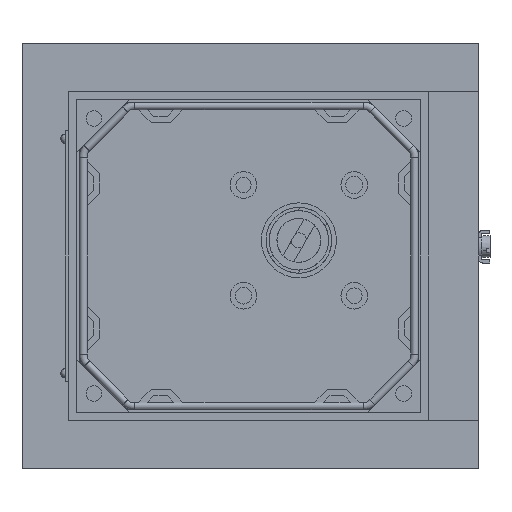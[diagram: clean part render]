
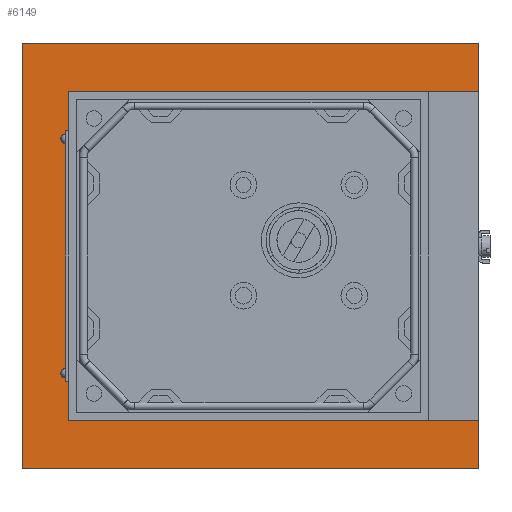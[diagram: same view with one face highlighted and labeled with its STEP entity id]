
A CAD part, front view. The second image highlights one B-rep face of the part: STEP entity #6149.
In plain terms, the highlighted planar face has unit normal (0, -1, 0).
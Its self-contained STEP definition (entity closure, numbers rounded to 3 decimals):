
#2 = VECTOR ( 'NONE', #14689, 1000. ) ;
#271 = VECTOR ( 'NONE', #12097, 1000. ) ;
#620 = VECTOR ( 'NONE', #11968, 1000. ) ;
#1463 = CARTESIAN_POINT ( 'NONE',  ( -73.5, 46., -57.5 ) ) ;
#1757 = EDGE_CURVE ( 'NONE', #7293, #12012, #16831, .T. ) ;
#1903 = LINE ( 'NONE', #12989, #9250 ) ;
#1920 = VECTOR ( 'NONE', #13701, 1000. ) ;
#1964 = DIRECTION ( 'NONE',  ( 1., 0., 0. ) ) ;
#2358 = LINE ( 'NONE', #17863, #1920 ) ;
#2824 = EDGE_CURVE ( 'NONE', #12095, #10687, #1903, .T. ) ;
#2921 = ORIENTED_EDGE ( 'NONE', *, *, #8146, .T. ) ;
#2958 = EDGE_CURVE ( 'NONE', #15019, #10687, #11614, .T. ) ;
#3051 = PLANE ( 'NONE',  #10421 ) ;
#3678 = CARTESIAN_POINT ( 'NONE',  ( -73.5, 46., -57.5 ) ) ;
#3712 = LINE ( 'NONE', #3678, #2 ) ;
#4449 = VECTOR ( 'NONE', #17865, 1000. ) ;
#4774 = CARTESIAN_POINT ( 'NONE',  ( 57.5, 46., -57.5 ) ) ;
#4860 = ORIENTED_EDGE ( 'NONE', *, *, #17639, .F. ) ;
#5796 = DIRECTION ( 'NONE',  ( 0., 0., -1. ) ) ;
#5815 = VECTOR ( 'NONE', #11353, 1000. ) ;
#5841 = CARTESIAN_POINT ( 'NONE',  ( -88.5, 46., -73. ) ) ;
#5937 = ORIENTED_EDGE ( 'NONE', *, *, #2824, .T. ) ;
#6149 = ADVANCED_FACE ( 'NONE', ( #16201 ), #3051, .T. ) ;
#6195 = CARTESIAN_POINT ( 'NONE',  ( -73.5, 46., 47.5 ) ) ;
#6827 = CARTESIAN_POINT ( 'NONE',  ( 57.5, 46., -73. ) ) ;
#6929 = EDGE_CURVE ( 'NONE', #10891, #7106, #2358, .T. ) ;
#7013 = EDGE_LOOP ( 'NONE', ( #2921, #5937, #14305, #15172, #13654, #4860, #15011, #15488 ) ) ;
#7106 = VERTEX_POINT ( 'NONE', #11350 ) ;
#7293 = VERTEX_POINT ( 'NONE', #9354 ) ;
#7375 = CARTESIAN_POINT ( 'NONE',  ( 57.5, 46., 63. ) ) ;
#7409 = LINE ( 'NONE', #14889, #14312 ) ;
#8084 = LINE ( 'NONE', #6827, #4449 ) ;
#8146 = EDGE_CURVE ( 'NONE', #8900, #12095, #7409, .T. ) ;
#8900 = VERTEX_POINT ( 'NONE', #1463 ) ;
#9250 = VECTOR ( 'NONE', #1964, 1000. ) ;
#9354 = CARTESIAN_POINT ( 'NONE',  ( -88.5, 46., -73. ) ) ;
#9705 = CARTESIAN_POINT ( 'NONE',  ( 57.5, 46., 47.5 ) ) ;
#10421 = AXIS2_PLACEMENT_3D ( 'NONE', #12676, #14078, #5796 ) ;
#10594 = CARTESIAN_POINT ( 'NONE',  ( 57.5, 46., -73. ) ) ;
#10687 = VERTEX_POINT ( 'NONE', #9705 ) ;
#10891 = VERTEX_POINT ( 'NONE', #4774 ) ;
#11269 = LINE ( 'NONE', #17894, #271 ) ;
#11350 = CARTESIAN_POINT ( 'NONE',  ( 57.5, 46., -73. ) ) ;
#11353 = DIRECTION ( 'NONE',  ( 0., 0., 1. ) ) ;
#11614 = LINE ( 'NONE', #10594, #620 ) ;
#11789 = EDGE_CURVE ( 'NONE', #12012, #15019, #11269, .T. ) ;
#11968 = DIRECTION ( 'NONE',  ( 0., 0., -1. ) ) ;
#12012 = VERTEX_POINT ( 'NONE', #14276 ) ;
#12095 = VERTEX_POINT ( 'NONE', #6195 ) ;
#12097 = DIRECTION ( 'NONE',  ( 1., 0., 0. ) ) ;
#12676 = CARTESIAN_POINT ( 'NONE',  ( 57.5, 46., 63. ) ) ;
#12824 = EDGE_CURVE ( 'NONE', #10891, #8900, #3712, .T. ) ;
#12989 = CARTESIAN_POINT ( 'NONE',  ( -73.5, 46., 47.5 ) ) ;
#13654 = ORIENTED_EDGE ( 'NONE', *, *, #1757, .F. ) ;
#13701 = DIRECTION ( 'NONE',  ( 0., 0., -1. ) ) ;
#14078 = DIRECTION ( 'NONE',  ( 0., -1., 0. ) ) ;
#14276 = CARTESIAN_POINT ( 'NONE',  ( -88.5, 46., 63. ) ) ;
#14305 = ORIENTED_EDGE ( 'NONE', *, *, #2958, .F. ) ;
#14312 = VECTOR ( 'NONE', #16283, 1000. ) ;
#14689 = DIRECTION ( 'NONE',  ( -1., 0., 0. ) ) ;
#14889 = CARTESIAN_POINT ( 'NONE',  ( -73.5, 46., -57.5 ) ) ;
#15011 = ORIENTED_EDGE ( 'NONE', *, *, #6929, .F. ) ;
#15019 = VERTEX_POINT ( 'NONE', #7375 ) ;
#15172 = ORIENTED_EDGE ( 'NONE', *, *, #11789, .F. ) ;
#15488 = ORIENTED_EDGE ( 'NONE', *, *, #12824, .T. ) ;
#16201 = FACE_OUTER_BOUND ( 'NONE', #7013, .T. ) ;
#16283 = DIRECTION ( 'NONE',  ( 0., 0., 1. ) ) ;
#16831 = LINE ( 'NONE', #5841, #5815 ) ;
#17639 = EDGE_CURVE ( 'NONE', #7106, #7293, #8084, .T. ) ;
#17863 = CARTESIAN_POINT ( 'NONE',  ( 57.5, 46., -73. ) ) ;
#17865 = DIRECTION ( 'NONE',  ( -1., 0., 0. ) ) ;
#17894 = CARTESIAN_POINT ( 'NONE',  ( 57.5, 46., 63. ) ) ;
